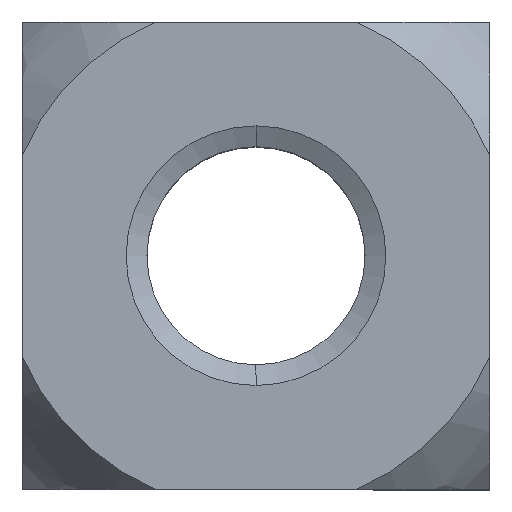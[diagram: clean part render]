
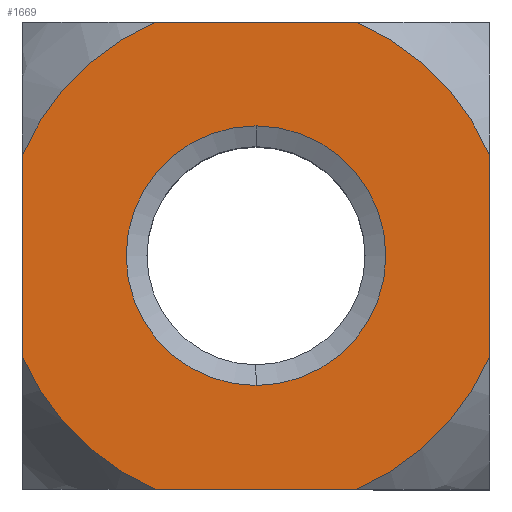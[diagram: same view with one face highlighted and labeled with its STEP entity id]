
A CAD part, top view. The second image highlights one B-rep face of the part: STEP entity #1669.
In plain terms, the highlighted planar face has unit normal (0, 0, 1).
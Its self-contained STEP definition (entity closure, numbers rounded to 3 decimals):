
#1262=CARTESIAN_POINT('',(0.,-2.5,7.));
#1263=VERTEX_POINT('',#1262);
#1272=CARTESIAN_POINT('',(0.,2.5,7.0));
#1273=VERTEX_POINT('',#1272);
#1274=CARTESIAN_POINT('',(0.0,0.0,7.0));
#1275=DIRECTION('',(0.0,0.0,1.0));
#1276=DIRECTION('',(0.0,1.0,0.0));
#1277=AXIS2_PLACEMENT_3D('',#1274,#1275,#1276);
#1278=CIRCLE('',#1277,2.5);
#1279=EDGE_CURVE('',#1263,#1273,#1278,.T.);
#1412=CARTESIAN_POINT('',(1.936,-4.5,7.0));
#1413=VERTEX_POINT('',#1412);
#1414=CARTESIAN_POINT('',(4.5,-1.936,7.0));
#1415=VERTEX_POINT('',#1414);
#1416=CARTESIAN_POINT('',(0.0,0.0,7.0));
#1417=DIRECTION('',(0.0,0.0,1.0));
#1418=DIRECTION('',(-1.0,0.0,0.0));
#1419=AXIS2_PLACEMENT_3D('',#1416,#1417,#1418);
#1420=CIRCLE('',#1419,4.899);
#1421=EDGE_CURVE('',#1413,#1415,#1420,.T.);
#1447=CARTESIAN_POINT('',(-4.5,-1.936,7.0));
#1448=VERTEX_POINT('',#1447);
#1449=CARTESIAN_POINT('',(-1.936,-4.5,7.0));
#1450=VERTEX_POINT('',#1449);
#1451=CARTESIAN_POINT('',(0.0,0.0,7.0));
#1452=DIRECTION('',(0.0,0.0,1.0));
#1453=DIRECTION('',(-1.0,0.0,0.0));
#1454=AXIS2_PLACEMENT_3D('',#1451,#1452,#1453);
#1455=CIRCLE('',#1454,4.899);
#1456=EDGE_CURVE('',#1448,#1450,#1455,.T.);
#1482=CARTESIAN_POINT('',(-1.936,4.5,7.0));
#1483=VERTEX_POINT('',#1482);
#1484=CARTESIAN_POINT('',(-4.5,1.936,7.0));
#1485=VERTEX_POINT('',#1484);
#1486=CARTESIAN_POINT('',(0.0,0.0,7.0));
#1487=DIRECTION('',(0.0,0.0,1.0));
#1488=DIRECTION('',(-1.0,0.0,0.0));
#1489=AXIS2_PLACEMENT_3D('',#1486,#1487,#1488);
#1490=CIRCLE('',#1489,4.899);
#1491=EDGE_CURVE('',#1483,#1485,#1490,.T.);
#1517=CARTESIAN_POINT('',(4.5,1.936,7.0));
#1518=VERTEX_POINT('',#1517);
#1519=CARTESIAN_POINT('',(1.936,4.5,7.0));
#1520=VERTEX_POINT('',#1519);
#1521=CARTESIAN_POINT('',(0.0,0.0,7.0));
#1522=DIRECTION('',(0.0,0.0,1.0));
#1523=DIRECTION('',(-1.0,0.0,0.0));
#1524=AXIS2_PLACEMENT_3D('',#1521,#1522,#1523);
#1525=CIRCLE('',#1524,4.899);
#1526=EDGE_CURVE('',#1518,#1520,#1525,.T.);
#1553=CARTESIAN_POINT('',(4.5,-1.936,7.0));
#1554=DIRECTION('',(0.0,1.0,0.0));
#1555=VECTOR('',#1554,3.873);
#1556=LINE('',#1553,#1555);
#1557=EDGE_CURVE('',#1415,#1518,#1556,.T.);
#1629=CARTESIAN_POINT('',(0.0,0.0,7.0));
#1630=DIRECTION('',(0.0,0.0,1.0));
#1631=DIRECTION('',(1.0,0.0,0.0));
#1632=AXIS2_PLACEMENT_3D('',#1629,#1630,#1631);
#1633=PLANE('',#1632);
#1634=ORIENTED_EDGE('',*,*,#1526,.T.);
#1635=CARTESIAN_POINT('',(1.936,4.5,7.0));
#1636=DIRECTION('',(-1.0,0.0,0.0));
#1637=VECTOR('',#1636,3.873);
#1638=LINE('',#1635,#1637);
#1639=EDGE_CURVE('',#1520,#1483,#1638,.T.);
#1640=ORIENTED_EDGE('',*,*,#1639,.T.);
#1641=ORIENTED_EDGE('',*,*,#1491,.T.);
#1642=CARTESIAN_POINT('',(-4.5,1.936,7.0));
#1643=DIRECTION('',(0.0,-1.0,0.0));
#1644=VECTOR('',#1643,3.873);
#1645=LINE('',#1642,#1644);
#1646=EDGE_CURVE('',#1485,#1448,#1645,.T.);
#1647=ORIENTED_EDGE('',*,*,#1646,.T.);
#1648=ORIENTED_EDGE('',*,*,#1456,.T.);
#1649=CARTESIAN_POINT('',(-1.936,-4.5,7.0));
#1650=DIRECTION('',(1.0,0.0,0.0));
#1651=VECTOR('',#1650,3.873);
#1652=LINE('',#1649,#1651);
#1653=EDGE_CURVE('',#1450,#1413,#1652,.T.);
#1654=ORIENTED_EDGE('',*,*,#1653,.T.);
#1655=ORIENTED_EDGE('',*,*,#1421,.T.);
#1656=ORIENTED_EDGE('',*,*,#1557,.T.);
#1657=EDGE_LOOP('',(#1634,#1640,#1641,#1647,#1648,#1654,#1655,#1656));
#1658=FACE_OUTER_BOUND('',#1657,.T.);
#1659=CARTESIAN_POINT('',(0.0,0.0,7.0));
#1660=DIRECTION('',(0.0,0.0,1.0));
#1661=DIRECTION('',(0.0,1.0,0.0));
#1662=AXIS2_PLACEMENT_3D('',#1659,#1660,#1661);
#1663=CIRCLE('',#1662,2.5);
#1664=EDGE_CURVE('',#1273,#1263,#1663,.T.);
#1665=ORIENTED_EDGE('',*,*,#1664,.F.);
#1666=ORIENTED_EDGE('',*,*,#1279,.F.);
#1667=EDGE_LOOP('',(#1665,#1666));
#1668=FACE_BOUND('',#1667,.T.);
#1669=ADVANCED_FACE('',(#1658,#1668),#1633,.T.);
